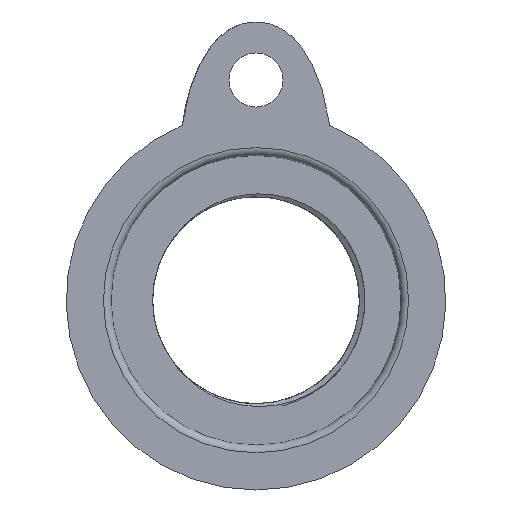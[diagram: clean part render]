
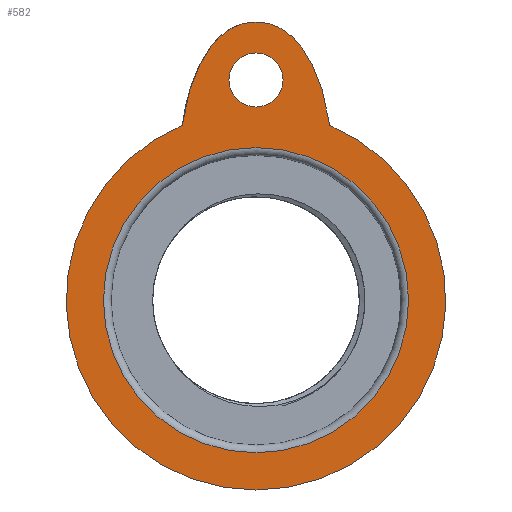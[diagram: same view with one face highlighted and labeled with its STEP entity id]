
A CAD part, front view. The second image highlights one B-rep face of the part: STEP entity #582.
In plain terms, the highlighted planar face has unit normal (0, -1, 0).
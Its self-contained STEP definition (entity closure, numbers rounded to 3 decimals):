
#20=FACE_BOUND('',#91,.T.);
#21=FACE_BOUND('',#92,.T.);
#28=(
BOUNDED_CURVE()
B_SPLINE_CURVE(5,(#1630,#1631,#1632,#1633,#1634,#1635,#1636,#1637,#1638,
#1639,#1640,#1641,#1642,#1643),.UNSPECIFIED.,.F.,.F.)
B_SPLINE_CURVE_WITH_KNOTS((6,1,1,1,1,1,1,1,1,6),(0.185,0.2,
0.3,0.4,0.5,0.6,0.7,0.8,0.9,1.),.UNSPECIFIED.)
CURVE()
GEOMETRIC_REPRESENTATION_ITEM()
RATIONAL_B_SPLINE_CURVE((1.,1.,1.,1.,1.,1.,1.,1.,1.,1.,1.,1.,1.,1.))
REPRESENTATION_ITEM('')
);
#29=(
BOUNDED_CURVE()
B_SPLINE_CURVE(5,(#1645,#1646,#1647,#1648,#1649,#1650,#1651,#1652,#1653,
#1654,#1655,#1656,#1657,#1658),.UNSPECIFIED.,.F.,.F.)
B_SPLINE_CURVE_WITH_KNOTS((6,1,1,1,1,1,1,1,1,6),(0.185,0.2,
0.3,0.4,0.5,0.6,0.7,0.8,0.9,1.),.UNSPECIFIED.)
CURVE()
GEOMETRIC_REPRESENTATION_ITEM()
RATIONAL_B_SPLINE_CURVE((1.,1.,1.,1.,1.,1.,1.,1.,1.,1.,1.,1.,1.,1.))
REPRESENTATION_ITEM('')
);
#30=PLANE('',#643);
#54=FACE_OUTER_BOUND('',#90,.T.);
#90=EDGE_LOOP('',(#432,#433,#434));
#91=EDGE_LOOP('',(#435));
#92=EDGE_LOOP('',(#436));
#127=CIRCLE('',#637,19.75);
#132=CIRCLE('',#644,24.565);
#133=CIRCLE('',#645,3.5);
#260=VERTEX_POINT('',#1616);
#264=VERTEX_POINT('',#1628);
#265=VERTEX_POINT('',#1629);
#266=VERTEX_POINT('',#1644);
#267=VERTEX_POINT('',#1660);
#326=EDGE_CURVE('',#260,#260,#127,.T.);
#332=EDGE_CURVE('',#264,#265,#28,.T.);
#333=EDGE_CURVE('',#266,#265,#29,.T.);
#334=EDGE_CURVE('',#266,#264,#132,.T.);
#335=EDGE_CURVE('',#267,#267,#133,.T.);
#432=ORIENTED_EDGE('',*,*,#332,.T.);
#433=ORIENTED_EDGE('',*,*,#333,.F.);
#434=ORIENTED_EDGE('',*,*,#334,.T.);
#435=ORIENTED_EDGE('',*,*,#335,.T.);
#436=ORIENTED_EDGE('',*,*,#326,.F.);
#582=ADVANCED_FACE('',(#54,#20,#21),#30,.T.);
#637=AXIS2_PLACEMENT_3D('',#1617,#732,#733);
#643=AXIS2_PLACEMENT_3D('',#1627,#745,#746);
#644=AXIS2_PLACEMENT_3D('',#1659,#747,#748);
#645=AXIS2_PLACEMENT_3D('',#1661,#749,#750);
#732=DIRECTION('center_axis',(0.,-1.,0.));
#733=DIRECTION('ref_axis',(1.,0.,0.));
#745=DIRECTION('center_axis',(0.,-1.,0.));
#746=DIRECTION('ref_axis',(0.,0.,-1.));
#747=DIRECTION('center_axis',(0.,-1.,0.));
#748=DIRECTION('ref_axis',(1.,0.,0.));
#749=DIRECTION('center_axis',(0.,1.,0.));
#750=DIRECTION('ref_axis',(1.,0.,0.));
#1616=CARTESIAN_POINT('',(0.,-18.,-19.75));
#1617=CARTESIAN_POINT('Origin',(0.,-18.,0.));
#1627=CARTESIAN_POINT('Origin',(0.,-18.,20.));
#1628=CARTESIAN_POINT('',(9.562,-18.,22.627));
#1629=CARTESIAN_POINT('',(0.,-18.,36.));
#1630=CARTESIAN_POINT('Ctrl Pts',(9.562,-18.,22.627));
#1631=CARTESIAN_POINT('Ctrl Pts',(9.551,-18.,22.705));
#1632=CARTESIAN_POINT('Ctrl Pts',(9.466,-18.,23.306));
#1633=CARTESIAN_POINT('Ctrl Pts',(9.284,-18.,24.404));
#1634=CARTESIAN_POINT('Ctrl Pts',(8.96,-18.,25.942));
#1635=CARTESIAN_POINT('Ctrl Pts',(8.42,-18.,27.847));
#1636=CARTESIAN_POINT('Ctrl Pts',(7.589,-18.,29.969));
#1637=CARTESIAN_POINT('Ctrl Pts',(6.561,-18.,31.903));
#1638=CARTESIAN_POINT('Ctrl Pts',(5.318,-18.,33.59));
#1639=CARTESIAN_POINT('Ctrl Pts',(3.838,-18.,34.931));
#1640=CARTESIAN_POINT('Ctrl Pts',(2.445,-18.,35.639));
#1641=CARTESIAN_POINT('Ctrl Pts',(1.273,-18.,35.921));
#1642=CARTESIAN_POINT('Ctrl Pts',(0.434,-18.,35.993));
#1643=CARTESIAN_POINT('Ctrl Pts',(0.,-18.,36.));
#1644=CARTESIAN_POINT('',(-9.562,-18.,22.627));
#1645=CARTESIAN_POINT('Ctrl Pts',(-9.562,-18.,22.627));
#1646=CARTESIAN_POINT('Ctrl Pts',(-9.551,-18.,22.705));
#1647=CARTESIAN_POINT('Ctrl Pts',(-9.466,-18.,23.306));
#1648=CARTESIAN_POINT('Ctrl Pts',(-9.284,-18.,24.404));
#1649=CARTESIAN_POINT('Ctrl Pts',(-8.96,-18.,25.942));
#1650=CARTESIAN_POINT('Ctrl Pts',(-8.42,-18.,27.847));
#1651=CARTESIAN_POINT('Ctrl Pts',(-7.589,-18.,29.969));
#1652=CARTESIAN_POINT('Ctrl Pts',(-6.561,-18.,31.903));
#1653=CARTESIAN_POINT('Ctrl Pts',(-5.318,-18.,33.59));
#1654=CARTESIAN_POINT('Ctrl Pts',(-3.838,-18.,34.931));
#1655=CARTESIAN_POINT('Ctrl Pts',(-2.445,-18.,35.639));
#1656=CARTESIAN_POINT('Ctrl Pts',(-1.273,-18.,35.921));
#1657=CARTESIAN_POINT('Ctrl Pts',(-0.434,-18.,
35.993));
#1658=CARTESIAN_POINT('Ctrl Pts',(0.,-18.,36.));
#1659=CARTESIAN_POINT('Origin',(0.,-18.,0.));
#1660=CARTESIAN_POINT('',(-3.5,-18.,28.5));
#1661=CARTESIAN_POINT('Origin',(0.,-18.,28.5));
